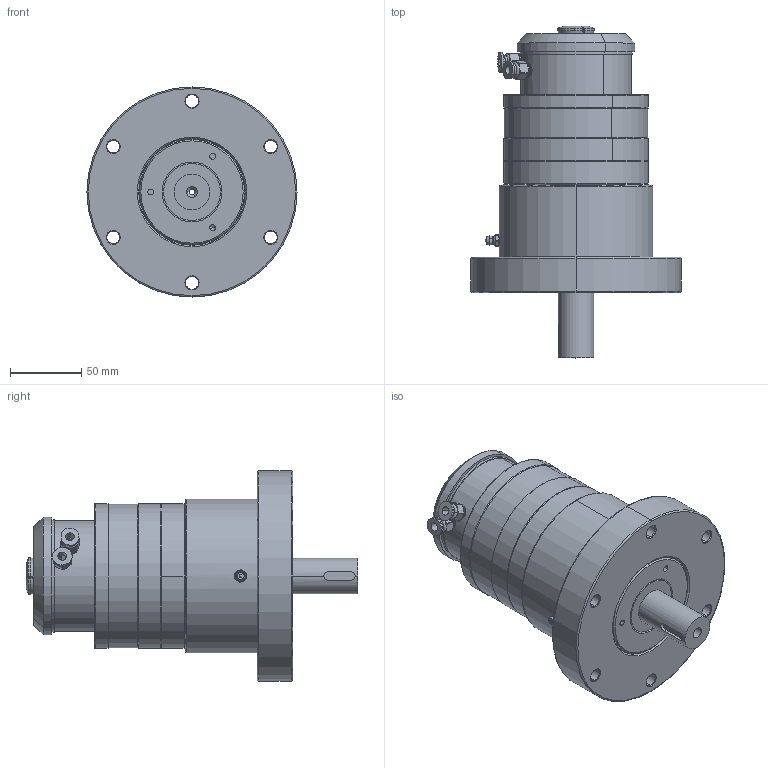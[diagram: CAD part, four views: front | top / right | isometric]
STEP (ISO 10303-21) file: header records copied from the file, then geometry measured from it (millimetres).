
FILE_DESCRIPTION (( 'STEP AP214' ), '1' );
FILE_NAME ('DRS-25Y+JAC-15+法兰（25轴）.STEP', '2024-08-02T09:17:17', ( '微软用户' ), ( '微软中国' ), 'SwSTEP 2.0', 'SolidWorks 2023', '' );
FILE_SCHEMA (( 'AUTOMOTIVE_DESIGN' ));
Length unit declared in the file: millimetre
Products named in the file (5): DRS-25Y+JAC-15+法兰（25轴）; DRS-25Y; DRS-25 法兰_示意; YB-15; JAC-15
Assembly tree (4 placements, depth 2):
  DRS-25Y+JAC-15+法兰（25轴）
    DRS-25Y
    DRS-25 法兰_示意
    JAC-15
    YB-15
Bounding box: 148 x 233.75 x 148 mm (x, y, z)
Volume: 1529657 mm3; surface area: 207512.7 mm2
Topology: 9 solids, 9 shells, 830 faces, 2036 edges, 1202 vertices
Faces by surface type: cylinder 285, plane 257, bspline 138, cone 93, sphere 29, torus 28
Entity records: 49799 total; most frequent: CARTESIAN_POINT 24775, ORIENTED_EDGE 3908, DIRECTION 3636, EDGE_CURVE 1954, AXIS2_PLACEMENT_3D 1386, VERTEX_POINT 1201, EDGE_LOOP 935, VECTOR 864
